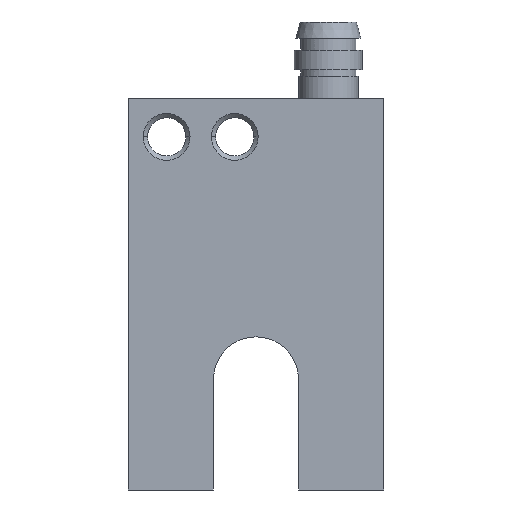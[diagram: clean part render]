
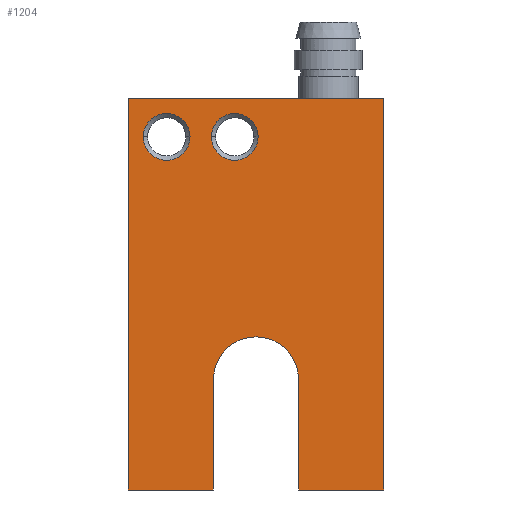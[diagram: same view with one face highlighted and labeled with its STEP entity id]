
A CAD part, front view. The second image highlights one B-rep face of the part: STEP entity #1204.
In plain terms, the highlighted planar face has unit normal (0, -1, 0).
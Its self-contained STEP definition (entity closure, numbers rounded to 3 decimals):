
#46=CARTESIAN_POINT('',(0.,0.,-33.));
#47=DIRECTION('',(0.,-1.,0.));
#48=DIRECTION('',(1.,0.,0.));
#49=AXIS2_PLACEMENT_3D('',#46,#47,#48);
#55=CARTESIAN_POINT('',(0.,0.,-33.));
#56=DIRECTION('',(0.,-1.,0.));
#57=DIRECTION('',(0.,0.,1.));
#58=AXIS2_PLACEMENT_3D('',#55,#56,#57);
#63=CARTESIAN_POINT('',(-2.5,0.,-4.5));
#64=DIRECTION('',(0.,-1.,0.));
#65=DIRECTION('',(-1.,0.,0.));
#66=AXIS2_PLACEMENT_3D('',#63,#64,#65);
#71=CARTESIAN_POINT('',(-2.5,0.,-4.5));
#72=DIRECTION('',(0.,-1.,0.));
#73=DIRECTION('',(0.,0.,-1.));
#74=AXIS2_PLACEMENT_3D('',#71,#72,#73);
#79=CARTESIAN_POINT('',(-2.5,0.,-4.5));
#80=DIRECTION('',(0.,-1.,0.));
#81=DIRECTION('',(1.,0.,0.));
#82=AXIS2_PLACEMENT_3D('',#79,#80,#81);
#87=CARTESIAN_POINT('',(-2.5,0.,-4.5));
#88=DIRECTION('',(0.,-1.,0.));
#89=DIRECTION('',(0.,0.,1.));
#90=AXIS2_PLACEMENT_3D('',#87,#88,#89);
#95=CARTESIAN_POINT('',(-10.5,0.,-4.5));
#96=DIRECTION('',(0.,-1.,0.));
#97=DIRECTION('',(-1.,0.,0.));
#98=AXIS2_PLACEMENT_3D('',#95,#96,#97);
#103=CARTESIAN_POINT('',(-10.5,0.,-4.5));
#104=DIRECTION('',(0.,-1.,0.));
#105=DIRECTION('',(0.,0.,-1.));
#106=AXIS2_PLACEMENT_3D('',#103,#104,#105);
#111=CARTESIAN_POINT('',(-10.5,0.,-4.5));
#112=DIRECTION('',(0.,-1.,0.));
#113=DIRECTION('',(1.,0.,0.));
#114=AXIS2_PLACEMENT_3D('',#111,#112,#113);
#119=CARTESIAN_POINT('',(-10.5,0.,-4.5));
#120=DIRECTION('',(0.,-1.,0.));
#121=DIRECTION('',(0.,0.,1.));
#122=AXIS2_PLACEMENT_3D('',#119,#120,#121);
#141=DIRECTION('',(0.,0.,-1.));
#142=VECTOR('',#141,13.);
#143=CARTESIAN_POINT('',(5.,0.,-33.));
#144=LINE('',#143,#142);
#164=DIRECTION('',(1.,0.,0.));
#165=VECTOR('',#164,10.);
#166=CARTESIAN_POINT('',(5.,0.,-46.));
#167=LINE('',#166,#165);
#178=DIRECTION('',(0.,0.,1.));
#179=VECTOR('',#178,46.);
#180=CARTESIAN_POINT('',(15.,0.,-46.));
#181=LINE('',#180,#179);
#192=DIRECTION('',(-1.,0.,0.));
#193=VECTOR('',#192,30.);
#194=CARTESIAN_POINT('',(15.,0.,0.));
#195=LINE('',#194,#193);
#222=DIRECTION('',(0.,0.,-1.));
#223=VECTOR('',#222,46.);
#224=CARTESIAN_POINT('',(-15.,0.,0.));
#225=LINE('',#224,#223);
#268=DIRECTION('',(1.,0.,0.));
#269=VECTOR('',#268,10.);
#270=CARTESIAN_POINT('',(-15.,0.,-46.));
#271=LINE('',#270,#269);
#282=DIRECTION('',(0.,0.,1.));
#283=VECTOR('',#282,13.);
#284=CARTESIAN_POINT('',(-5.,0.,-46.));
#285=LINE('',#284,#283);
#987=CARTESIAN_POINT('',(5.,0.,-33.));
#988=CARTESIAN_POINT('',(0.,0.,-28.));
#989=VERTEX_POINT('',#987);
#990=VERTEX_POINT('',#988);
#991=CARTESIAN_POINT('',(-5.,0.,-33.));
#992=VERTEX_POINT('',#991);
#993=CARTESIAN_POINT('',(-5.,0.,-46.));
#994=VERTEX_POINT('',#993);
#995=CARTESIAN_POINT('',(-15.,0.,-46.));
#996=VERTEX_POINT('',#995);
#997=CARTESIAN_POINT('',(-15.,0.,0.));
#998=VERTEX_POINT('',#997);
#999=CARTESIAN_POINT('',(15.,0.,0.));
#1000=VERTEX_POINT('',#999);
#1001=CARTESIAN_POINT('',(15.,0.,-46.));
#1002=VERTEX_POINT('',#1001);
#1003=CARTESIAN_POINT('',(5.,0.,-46.));
#1004=VERTEX_POINT('',#1003);
#1005=CARTESIAN_POINT('',(-2.5,0.,-7.25));
#1006=CARTESIAN_POINT('',(0.25,0.,-4.5));
#1007=VERTEX_POINT('',#1005);
#1008=VERTEX_POINT('',#1006);
#1009=CARTESIAN_POINT('',(-5.25,0.,-4.5));
#1010=VERTEX_POINT('',#1009);
#1011=CARTESIAN_POINT('',(-2.5,0.,-1.75));
#1012=VERTEX_POINT('',#1011);
#1013=CARTESIAN_POINT('',(-10.5,0.,-7.25));
#1014=CARTESIAN_POINT('',(-7.75,0.,-4.5));
#1015=VERTEX_POINT('',#1013);
#1016=VERTEX_POINT('',#1014);
#1017=CARTESIAN_POINT('',(-13.25,0.,-4.5));
#1018=VERTEX_POINT('',#1017);
#1019=CARTESIAN_POINT('',(-10.5,0.,-1.75));
#1020=VERTEX_POINT('',#1019);
#1159=CARTESIAN_POINT('',(0.,0.,0.));
#1160=DIRECTION('',(0.,1.,0.));
#1161=DIRECTION('',(1.,0.,0.));
#1162=AXIS2_PLACEMENT_3D('',#1159,#1160,#1161);
#1163=PLANE('',#1162);
#1165=ORIENTED_EDGE('',*,*,#1164,.T.);
#1167=ORIENTED_EDGE('',*,*,#1166,.T.);
#1169=ORIENTED_EDGE('',*,*,#1168,.F.);
#1171=ORIENTED_EDGE('',*,*,#1170,.F.);
#1173=ORIENTED_EDGE('',*,*,#1172,.F.);
#1175=ORIENTED_EDGE('',*,*,#1174,.F.);
#1177=ORIENTED_EDGE('',*,*,#1176,.F.);
#1179=ORIENTED_EDGE('',*,*,#1178,.F.);
#1181=ORIENTED_EDGE('',*,*,#1180,.F.);
#1182=EDGE_LOOP('',(#1165,#1167,#1169,#1171,#1173,#1175,#1177,#1179,#1181));
#1183=FACE_OUTER_BOUND('',#1182,.F.);
#1185=ORIENTED_EDGE('',*,*,#1184,.T.);
#1187=ORIENTED_EDGE('',*,*,#1186,.T.);
#1189=ORIENTED_EDGE('',*,*,#1188,.T.);
#1191=ORIENTED_EDGE('',*,*,#1190,.T.);
#1192=EDGE_LOOP('',(#1185,#1187,#1189,#1191));
#1193=FACE_BOUND('',#1192,.F.);
#1195=ORIENTED_EDGE('',*,*,#1194,.T.);
#1197=ORIENTED_EDGE('',*,*,#1196,.T.);
#1199=ORIENTED_EDGE('',*,*,#1198,.T.);
#1201=ORIENTED_EDGE('',*,*,#1200,.T.);
#1202=EDGE_LOOP('',(#1195,#1197,#1199,#1201));
#1203=FACE_BOUND('',#1202,.F.);
#1204=ADVANCED_FACE('',(#1183,#1193,#1203),#1163,.F.);
#50=CIRCLE('',#49,5.);
#59=CIRCLE('',#58,5.);
#67=CIRCLE('',#66,2.75);
#75=CIRCLE('',#74,2.75);
#83=CIRCLE('',#82,2.75);
#91=CIRCLE('',#90,2.75);
#99=CIRCLE('',#98,2.75);
#107=CIRCLE('',#106,2.75);
#115=CIRCLE('',#114,2.75);
#123=CIRCLE('',#122,2.75);
#1164=EDGE_CURVE('',#989,#990,#50,.T.);
#1166=EDGE_CURVE('',#990,#992,#59,.T.);
#1168=EDGE_CURVE('',#994,#992,#285,.T.);
#1170=EDGE_CURVE('',#996,#994,#271,.T.);
#1172=EDGE_CURVE('',#998,#996,#225,.T.);
#1174=EDGE_CURVE('',#1000,#998,#195,.T.);
#1176=EDGE_CURVE('',#1002,#1000,#181,.T.);
#1178=EDGE_CURVE('',#1004,#1002,#167,.T.);
#1180=EDGE_CURVE('',#989,#1004,#144,.T.);
#1184=EDGE_CURVE('',#1010,#1007,#67,.T.);
#1186=EDGE_CURVE('',#1007,#1008,#75,.T.);
#1188=EDGE_CURVE('',#1008,#1012,#83,.T.);
#1190=EDGE_CURVE('',#1012,#1010,#91,.T.);
#1194=EDGE_CURVE('',#1018,#1015,#99,.T.);
#1196=EDGE_CURVE('',#1015,#1016,#107,.T.);
#1198=EDGE_CURVE('',#1016,#1020,#115,.T.);
#1200=EDGE_CURVE('',#1020,#1018,#123,.T.);
